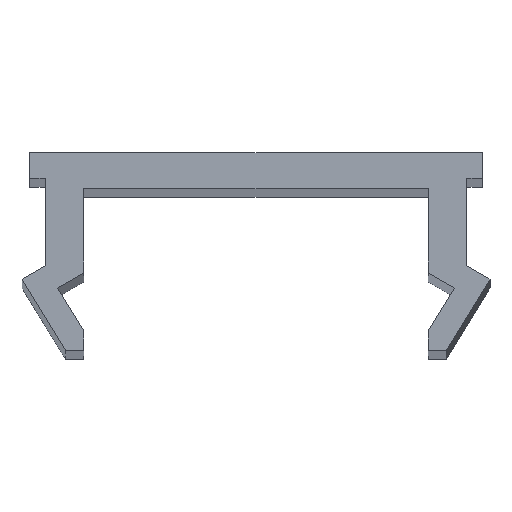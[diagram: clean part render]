
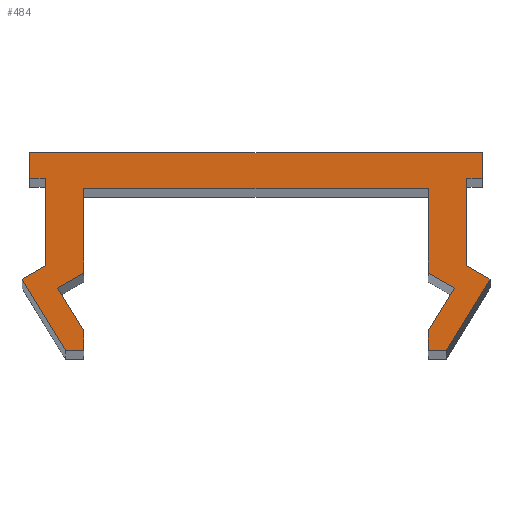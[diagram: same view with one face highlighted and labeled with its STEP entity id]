
A CAD part, top view. The second image highlights one B-rep face of the part: STEP entity #484.
In plain terms, the highlighted planar face has unit normal (0, 0, 1).
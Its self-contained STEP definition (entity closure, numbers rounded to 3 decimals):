
#38=FACE_OUTER_BOUND('',#62,.T.);
#62=EDGE_LOOP('',(#328,#329,#330,#331,#332,#333,#334,#335,#336,#337,#338,
#339,#340,#341,#342,#343,#344,#345,#346,#347,#348,#349));
#86=LINE('',#672,#152);
#87=LINE('',#674,#153);
#88=LINE('',#676,#154);
#89=LINE('',#678,#155);
#90=LINE('',#680,#156);
#91=LINE('',#682,#157);
#92=LINE('',#684,#158);
#93=LINE('',#686,#159);
#94=LINE('',#688,#160);
#95=LINE('',#690,#161);
#96=LINE('',#692,#162);
#97=LINE('',#694,#163);
#98=LINE('',#696,#164);
#99=LINE('',#698,#165);
#100=LINE('',#700,#166);
#101=LINE('',#702,#167);
#102=LINE('',#704,#168);
#103=LINE('',#706,#169);
#104=LINE('',#708,#170);
#105=LINE('',#710,#171);
#106=LINE('',#712,#172);
#107=LINE('',#713,#173);
#152=VECTOR('',#556,10.);
#153=VECTOR('',#557,10.);
#154=VECTOR('',#558,10.);
#155=VECTOR('',#559,10.);
#156=VECTOR('',#560,10.);
#157=VECTOR('',#561,10.);
#158=VECTOR('',#562,10.);
#159=VECTOR('',#563,10.);
#160=VECTOR('',#564,10.);
#161=VECTOR('',#565,10.);
#162=VECTOR('',#566,10.);
#163=VECTOR('',#567,10.);
#164=VECTOR('',#568,10.);
#165=VECTOR('',#569,10.);
#166=VECTOR('',#570,10.);
#167=VECTOR('',#571,10.);
#168=VECTOR('',#572,10.);
#169=VECTOR('',#573,10.);
#170=VECTOR('',#574,10.);
#171=VECTOR('',#575,10.);
#172=VECTOR('',#576,10.);
#173=VECTOR('',#577,10.);
#218=VERTEX_POINT('',#670);
#219=VERTEX_POINT('',#671);
#220=VERTEX_POINT('',#673);
#221=VERTEX_POINT('',#675);
#222=VERTEX_POINT('',#677);
#223=VERTEX_POINT('',#679);
#224=VERTEX_POINT('',#681);
#225=VERTEX_POINT('',#683);
#226=VERTEX_POINT('',#685);
#227=VERTEX_POINT('',#687);
#228=VERTEX_POINT('',#689);
#229=VERTEX_POINT('',#691);
#230=VERTEX_POINT('',#693);
#231=VERTEX_POINT('',#695);
#232=VERTEX_POINT('',#697);
#233=VERTEX_POINT('',#699);
#234=VERTEX_POINT('',#701);
#235=VERTEX_POINT('',#703);
#236=VERTEX_POINT('',#705);
#237=VERTEX_POINT('',#707);
#238=VERTEX_POINT('',#709);
#239=VERTEX_POINT('',#711);
#262=EDGE_CURVE('',#218,#219,#86,.T.);
#263=EDGE_CURVE('',#219,#220,#87,.T.);
#264=EDGE_CURVE('',#220,#221,#88,.T.);
#265=EDGE_CURVE('',#221,#222,#89,.T.);
#266=EDGE_CURVE('',#222,#223,#90,.T.);
#267=EDGE_CURVE('',#223,#224,#91,.T.);
#268=EDGE_CURVE('',#224,#225,#92,.T.);
#269=EDGE_CURVE('',#225,#226,#93,.T.);
#270=EDGE_CURVE('',#226,#227,#94,.T.);
#271=EDGE_CURVE('',#227,#228,#95,.T.);
#272=EDGE_CURVE('',#228,#229,#96,.T.);
#273=EDGE_CURVE('',#229,#230,#97,.T.);
#274=EDGE_CURVE('',#230,#231,#98,.T.);
#275=EDGE_CURVE('',#231,#232,#99,.T.);
#276=EDGE_CURVE('',#232,#233,#100,.T.);
#277=EDGE_CURVE('',#233,#234,#101,.T.);
#278=EDGE_CURVE('',#234,#235,#102,.T.);
#279=EDGE_CURVE('',#235,#236,#103,.T.);
#280=EDGE_CURVE('',#236,#237,#104,.T.);
#281=EDGE_CURVE('',#237,#238,#105,.T.);
#282=EDGE_CURVE('',#238,#239,#106,.T.);
#283=EDGE_CURVE('',#239,#218,#107,.T.);
#328=ORIENTED_EDGE('',*,*,#262,.T.);
#329=ORIENTED_EDGE('',*,*,#263,.T.);
#330=ORIENTED_EDGE('',*,*,#264,.T.);
#331=ORIENTED_EDGE('',*,*,#265,.T.);
#332=ORIENTED_EDGE('',*,*,#266,.T.);
#333=ORIENTED_EDGE('',*,*,#267,.T.);
#334=ORIENTED_EDGE('',*,*,#268,.T.);
#335=ORIENTED_EDGE('',*,*,#269,.T.);
#336=ORIENTED_EDGE('',*,*,#270,.T.);
#337=ORIENTED_EDGE('',*,*,#271,.T.);
#338=ORIENTED_EDGE('',*,*,#272,.T.);
#339=ORIENTED_EDGE('',*,*,#273,.T.);
#340=ORIENTED_EDGE('',*,*,#274,.T.);
#341=ORIENTED_EDGE('',*,*,#275,.T.);
#342=ORIENTED_EDGE('',*,*,#276,.T.);
#343=ORIENTED_EDGE('',*,*,#277,.T.);
#344=ORIENTED_EDGE('',*,*,#278,.T.);
#345=ORIENTED_EDGE('',*,*,#279,.T.);
#346=ORIENTED_EDGE('',*,*,#280,.T.);
#347=ORIENTED_EDGE('',*,*,#281,.T.);
#348=ORIENTED_EDGE('',*,*,#282,.T.);
#349=ORIENTED_EDGE('',*,*,#283,.T.);
#460=PLANE('',#528);
#484=ADVANCED_FACE('',(#38),#460,.T.);
#528=AXIS2_PLACEMENT_3D('',#669,#554,#555);
#554=DIRECTION('center_axis',(0.,0.,1.));
#555=DIRECTION('ref_axis',(1.,0.,0.));
#556=DIRECTION('',(1.,0.,0.));
#557=DIRECTION('',(0.,-1.,0.));
#558=DIRECTION('',(-0.866,-0.5,0.));
#559=DIRECTION('',(0.522,-0.853,0.));
#560=DIRECTION('',(1.,0.,0.));
#561=DIRECTION('',(0.,1.,0.));
#562=DIRECTION('',(-0.522,0.853,0.));
#563=DIRECTION('',(0.866,0.5,0.));
#564=DIRECTION('',(0.,1.,0.));
#565=DIRECTION('',(1.,0.,0.));
#566=DIRECTION('',(0.,-1.,0.));
#567=DIRECTION('',(0.866,-0.5,0.));
#568=DIRECTION('',(-0.522,-0.853,0.));
#569=DIRECTION('',(0.,-1.,0.));
#570=DIRECTION('',(1.,0.,0.));
#571=DIRECTION('',(0.522,0.853,0.));
#572=DIRECTION('',(-0.866,0.5,0.));
#573=DIRECTION('',(0.,1.,0.));
#574=DIRECTION('',(1.,0.,0.));
#575=DIRECTION('',(0.,1.,0.));
#576=DIRECTION('',(-1.,0.,0.));
#577=DIRECTION('',(0.,-1.,0.));
#669=CARTESIAN_POINT('Origin',(0.,-1.925,100.));
#670=CARTESIAN_POINT('',(-4.4,-0.5,100.));
#671=CARTESIAN_POINT('',(-4.1,-0.5,100.));
#672=CARTESIAN_POINT('',(-4.4,-0.5,100.));
#673=CARTESIAN_POINT('',(-4.1,-2.2,100.));
#674=CARTESIAN_POINT('',(-4.1,-0.5,100.));
#675=CARTESIAN_POINT('',(-4.55,-2.46,100.));
#676=CARTESIAN_POINT('',(-4.1,-2.2,100.));
#677=CARTESIAN_POINT('',(-3.7,-3.85,100.));
#678=CARTESIAN_POINT('',(-4.55,-2.46,100.));
#679=CARTESIAN_POINT('',(-3.35,-3.85,100.));
#680=CARTESIAN_POINT('',(-3.7,-3.85,100.));
#681=CARTESIAN_POINT('',(-3.35,-3.464,100.));
#682=CARTESIAN_POINT('',(-3.35,-3.85,100.));
#683=CARTESIAN_POINT('',(-3.856,-2.636,100.));
#684=CARTESIAN_POINT('',(-3.35,-3.464,100.));
#685=CARTESIAN_POINT('',(-3.35,-2.344,100.));
#686=CARTESIAN_POINT('',(-3.856,-2.636,100.));
#687=CARTESIAN_POINT('',(-3.35,-0.7,100.));
#688=CARTESIAN_POINT('',(-3.35,-2.344,100.));
#689=CARTESIAN_POINT('',(3.35,-0.7,100.));
#690=CARTESIAN_POINT('',(-3.35,-0.7,100.));
#691=CARTESIAN_POINT('',(3.35,-2.344,100.));
#692=CARTESIAN_POINT('',(3.35,-0.7,100.));
#693=CARTESIAN_POINT('',(3.856,-2.636,100.));
#694=CARTESIAN_POINT('',(3.35,-2.344,100.));
#695=CARTESIAN_POINT('',(3.35,-3.464,100.));
#696=CARTESIAN_POINT('',(3.856,-2.636,100.));
#697=CARTESIAN_POINT('',(3.35,-3.85,100.));
#698=CARTESIAN_POINT('',(3.35,-3.464,100.));
#699=CARTESIAN_POINT('',(3.7,-3.85,100.));
#700=CARTESIAN_POINT('',(3.35,-3.85,100.));
#701=CARTESIAN_POINT('',(4.55,-2.46,100.));
#702=CARTESIAN_POINT('',(3.7,-3.85,100.));
#703=CARTESIAN_POINT('',(4.1,-2.2,100.));
#704=CARTESIAN_POINT('',(4.55,-2.46,100.));
#705=CARTESIAN_POINT('',(4.1,-0.5,100.));
#706=CARTESIAN_POINT('',(4.1,-2.2,100.));
#707=CARTESIAN_POINT('',(4.4,-0.5,100.));
#708=CARTESIAN_POINT('',(4.1,-0.5,100.));
#709=CARTESIAN_POINT('',(4.4,0.,100.));
#710=CARTESIAN_POINT('',(4.4,-0.5,100.));
#711=CARTESIAN_POINT('',(-4.4,0.,100.));
#712=CARTESIAN_POINT('',(4.4,0.,100.));
#713=CARTESIAN_POINT('',(-4.4,0.,100.));
